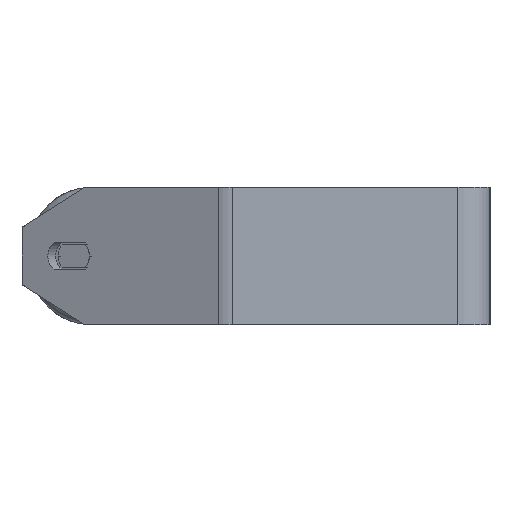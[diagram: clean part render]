
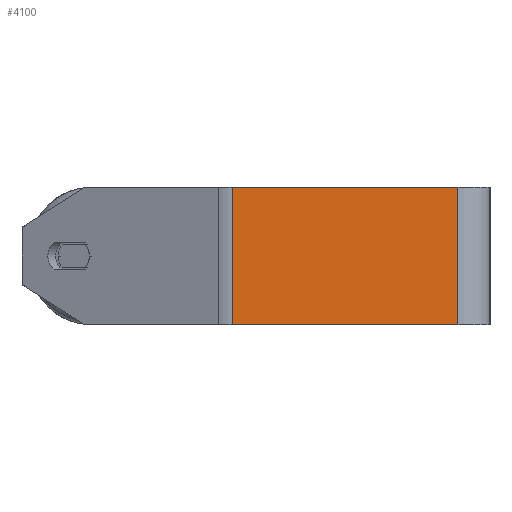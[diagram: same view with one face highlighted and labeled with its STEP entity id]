
A CAD part, left-side view. The second image highlights one B-rep face of the part: STEP entity #4100.
In plain terms, the highlighted planar face has unit normal (-1, 0, 0).
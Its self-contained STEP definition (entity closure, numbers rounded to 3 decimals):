
#39 = CARTESIAN_POINT ( 'NONE',  ( -400., 115.608, 30. ) ) ;
#635 = DIRECTION ( 'NONE',  ( 0., -1., 0. ) ) ;
#685 = CARTESIAN_POINT ( 'NONE',  ( -400., 115.608, -30. ) ) ;
#1180 = ORIENTED_EDGE ( 'NONE', *, *, #3612, .F. ) ;
#1193 = ORIENTED_EDGE ( 'NONE', *, *, #4074, .T. ) ;
#1237 = LINE ( 'NONE', #8532, #7085 ) ;
#1248 = EDGE_CURVE ( 'NONE', #5041, #6874, #1237, .T. ) ;
#1804 = ORIENTED_EDGE ( 'NONE', *, *, #1833, .T. ) ;
#1833 = EDGE_CURVE ( 'NONE', #6499, #6874, #2023, .T. ) ;
#1940 = LINE ( 'NONE', #7431, #6260 ) ;
#2023 = LINE ( 'NONE', #685, #7385 ) ;
#2063 = CARTESIAN_POINT ( 'NONE',  ( -400., 115.608, 30. ) ) ;
#2146 = EDGE_LOOP ( 'NONE', ( #1804, #3656, #1180, #1193 ) ) ;
#2409 = VECTOR ( 'NONE', #635, 1000. ) ;
#2660 = DIRECTION ( 'NONE',  ( 0., 0., -1. ) ) ;
#2791 = CARTESIAN_POINT ( 'NONE',  ( -400., 14., -30. ) ) ;
#2917 = VERTEX_POINT ( 'NONE', #3474 ) ;
#3407 = DIRECTION ( 'NONE',  ( 0., -1., 0. ) ) ;
#3421 = DIRECTION ( 'NONE',  ( 0., 0., -1. ) ) ;
#3474 = CARTESIAN_POINT ( 'NONE',  ( -400., 112.504, 30. ) ) ;
#3612 = EDGE_CURVE ( 'NONE', #2917, #5041, #4681, .T. ) ;
#3656 = ORIENTED_EDGE ( 'NONE', *, *, #1248, .F. ) ;
#4074 = EDGE_CURVE ( 'NONE', #2917, #6499, #1940, .T. ) ;
#4100 = ADVANCED_FACE ( 'NONE', ( #4660 ), #7380, .F. ) ;
#4660 = FACE_OUTER_BOUND ( 'NONE', #2146, .T. ) ;
#4681 = LINE ( 'NONE', #2063, #2409 ) ;
#5041 = VERTEX_POINT ( 'NONE', #7165 ) ;
#5971 = AXIS2_PLACEMENT_3D ( 'NONE', #39, #7509, #2660 ) ;
#6103 = CARTESIAN_POINT ( 'NONE',  ( -400., 112.504, -30. ) ) ;
#6260 = VECTOR ( 'NONE', #3421, 1000. ) ;
#6372 = DIRECTION ( 'NONE',  ( 0., 0., -1. ) ) ;
#6499 = VERTEX_POINT ( 'NONE', #6103 ) ;
#6874 = VERTEX_POINT ( 'NONE', #2791 ) ;
#7085 = VECTOR ( 'NONE', #6372, 1000. ) ;
#7165 = CARTESIAN_POINT ( 'NONE',  ( -400., 14., 30. ) ) ;
#7380 = PLANE ( 'NONE',  #5971 ) ;
#7385 = VECTOR ( 'NONE', #3407, 1000. ) ;
#7431 = CARTESIAN_POINT ( 'NONE',  ( -400., 112.504, 30. ) ) ;
#7509 = DIRECTION ( 'NONE',  ( 1., 0., 0. ) ) ;
#8532 = CARTESIAN_POINT ( 'NONE',  ( -400., 14., 30. ) ) ;
